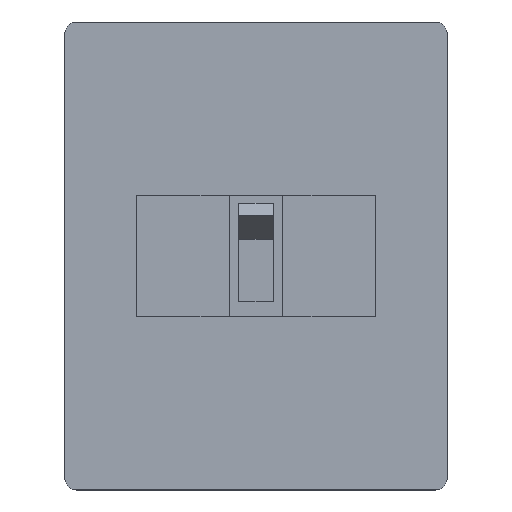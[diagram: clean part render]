
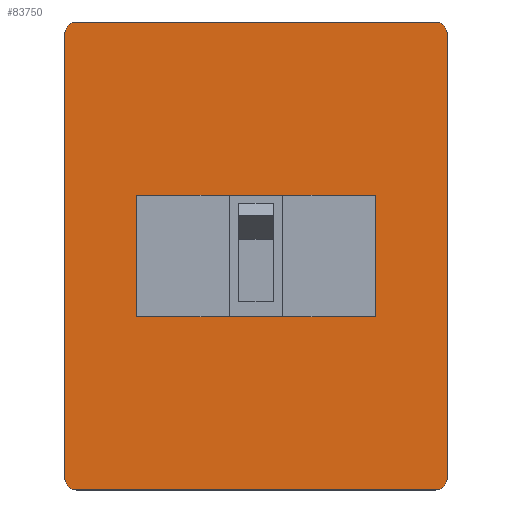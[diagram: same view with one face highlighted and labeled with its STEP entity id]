
A CAD part, top view. The second image highlights one B-rep face of the part: STEP entity #83750.
In plain terms, the highlighted planar face has unit normal (0, 0, 1).
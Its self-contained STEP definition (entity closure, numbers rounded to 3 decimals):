
#29230=CARTESIAN_POINT('',(167.,446.415,-2.));
#29240=DIRECTION('',(0.,-1.,0.));
#29250=VECTOR('',#29240,1.);
#29260=LINE('',#29230,#29250);
#29270=CARTESIAN_POINT('',(167.,441.415,-2.));
#29280=VERTEX_POINT('',#29270);
#29290=CARTESIAN_POINT('',(167.,259.415,-2.));
#29300=VERTEX_POINT('',#29290);
#29310=EDGE_CURVE('',#29280,#29300,#29260,.T.);
#29630=CARTESIAN_POINT('',(162.,441.415,-2.));
#29640=DIRECTION('',(0.,0.,-1.));
#29650=DIRECTION('',(-1.,0.,0.));
#29660=AXIS2_PLACEMENT_3D('',#29630,#29640,#29650);
#29670=CIRCLE('',#29660,5.);
#29680=CARTESIAN_POINT('',(162.,446.415,-2.));
#29690=VERTEX_POINT('',#29680);
#29700=EDGE_CURVE('',#29690,#29280,#29670,.T.);
#30090=CARTESIAN_POINT('',(162.,254.415,-2.));
#30100=VERTEX_POINT('',#30090);
#30130=CARTESIAN_POINT('',(162.,259.415,-2.));
#30140=DIRECTION('',(0.,0.,1.));
#30150=DIRECTION('',(1.,0.,0.));
#30160=AXIS2_PLACEMENT_3D('',#30130,#30140,#30150);
#30170=CIRCLE('',#30160,5.);
#30180=EDGE_CURVE('',#30100,#29300,#30170,.T.);
#82150=CARTESIAN_POINT('',(10.,0.,-2.));
#82160=DIRECTION('',(0.,-1.,0.));
#82170=VECTOR('',#82160,1.);
#82180=LINE('',#82150,#82170);
#82190=CARTESIAN_POINT('',(10.,441.415,-2.));
#82200=VERTEX_POINT('',#82190);
#82210=CARTESIAN_POINT('',(10.,259.415,-2.));
#82220=VERTEX_POINT('',#82210);
#82230=EDGE_CURVE('',#82200,#82220,#82180,.T.);
#82550=CARTESIAN_POINT('',(15.,259.415,-2.));
#82560=DIRECTION('',(0.,0.,1.));
#82570=DIRECTION('',(1.,0.,0.));
#82580=AXIS2_PLACEMENT_3D('',#82550,#82560,#82570);
#82590=CIRCLE('',#82580,5.);
#82600=CARTESIAN_POINT('',(15.,254.415,-2.));
#82610=VERTEX_POINT('',#82600);
#82620=EDGE_CURVE('',#82220,#82610,#82590,.T.);
#83010=CARTESIAN_POINT('',(15.,446.415,-2.));
#83020=VERTEX_POINT('',#83010);
#83050=CARTESIAN_POINT('',(15.,441.415,-2.));
#83060=DIRECTION('',(0.,0.,-1.));
#83070=DIRECTION('',(-1.,0.,0.));
#83080=AXIS2_PLACEMENT_3D('',#83050,#83060,#83070);
#83090=CIRCLE('',#83080,5.);
#83100=EDGE_CURVE('',#82200,#83020,#83090,.T.);
#83160=CARTESIAN_POINT('',(167.,254.415,-2.));
#83170=DIRECTION('',(-0.,-0.,-1.));
#83180=DIRECTION('',(0.,-1.,0.));
#83190=AXIS2_PLACEMENT_3D('',#83160,#83170,#83180);
#83200=PLANE('',#83190);
#83210=CARTESIAN_POINT('',(0.,325.415,-2.));
#83220=DIRECTION('',(-1.,0.,0.));
#83230=VECTOR('',#83220,1.);
#83240=LINE('',#83210,#83230);
#83250=CARTESIAN_POINT('',(137.5,325.415,-2.));
#83260=VERTEX_POINT('',#83250);
#83270=CARTESIAN_POINT('',(39.5,325.415,-2.));
#83280=VERTEX_POINT('',#83270);
#83290=EDGE_CURVE('',#83260,#83280,#83240,.T.);
#83300=ORIENTED_EDGE('',*,*,#83290,.T.);
#83310=CARTESIAN_POINT('',(137.5,0.,-2.));
#83320=DIRECTION('',(0.,1.,0.));
#83330=VECTOR('',#83320,1.);
#83340=LINE('',#83310,#83330);
#83350=CARTESIAN_POINT('',(137.5,375.415,-2.));
#83360=VERTEX_POINT('',#83350);
#83370=EDGE_CURVE('',#83260,#83360,#83340,.T.);
#83380=ORIENTED_EDGE('',*,*,#83370,.F.);
#83390=CARTESIAN_POINT('',(0.,375.415,-2.));
#83400=DIRECTION('',(-1.,0.,0.));
#83410=VECTOR('',#83400,1.);
#83420=LINE('',#83390,#83410);
#83430=CARTESIAN_POINT('',(39.5,375.415,-2.));
#83440=VERTEX_POINT('',#83430);
#83450=EDGE_CURVE('',#83360,#83440,#83420,.T.);
#83460=ORIENTED_EDGE('',*,*,#83450,.F.);
#83470=CARTESIAN_POINT('',(39.5,0.,-2.));
#83480=DIRECTION('',(0.,-1.,0.));
#83490=VECTOR('',#83480,1.);
#83500=LINE('',#83470,#83490);
#83510=EDGE_CURVE('',#83440,#83280,#83500,.T.);
#83520=ORIENTED_EDGE('',*,*,#83510,.F.);
#83530=EDGE_LOOP('',(#83520,#83460,#83380,#83300));
#83540=FACE_BOUND('',#83530,.T.);
#83550=ORIENTED_EDGE('',*,*,#83100,.F.);
#83560=CARTESIAN_POINT('',(0.,446.415,-2.));
#83570=DIRECTION('',(-1.,0.,0.));
#83580=VECTOR('',#83570,1.);
#83590=LINE('',#83560,#83580);
#83600=EDGE_CURVE('',#29690,#83020,#83590,.T.);
#83610=ORIENTED_EDGE('',*,*,#83600,.T.);
#83620=ORIENTED_EDGE('',*,*,#29700,.F.);
#83630=ORIENTED_EDGE('',*,*,#29310,.F.);
#83640=ORIENTED_EDGE('',*,*,#30180,.T.);
#83650=CARTESIAN_POINT('',(0.,254.415,-2.));
#83660=DIRECTION('',(-1.,0.,0.));
#83670=VECTOR('',#83660,1.);
#83680=LINE('',#83650,#83670);
#83690=EDGE_CURVE('',#30100,#82610,#83680,.T.);
#83700=ORIENTED_EDGE('',*,*,#83690,.F.);
#83710=ORIENTED_EDGE('',*,*,#82620,.T.);
#83720=ORIENTED_EDGE('',*,*,#82230,.T.);
#83730=EDGE_LOOP('',(#83720,#83710,#83700,#83640,#83630,#83620,#83610,
#83550));
#83740=FACE_OUTER_BOUND('',#83730,.T.);
#83750=ADVANCED_FACE('',(#83540,#83740),#83200,.F.);
